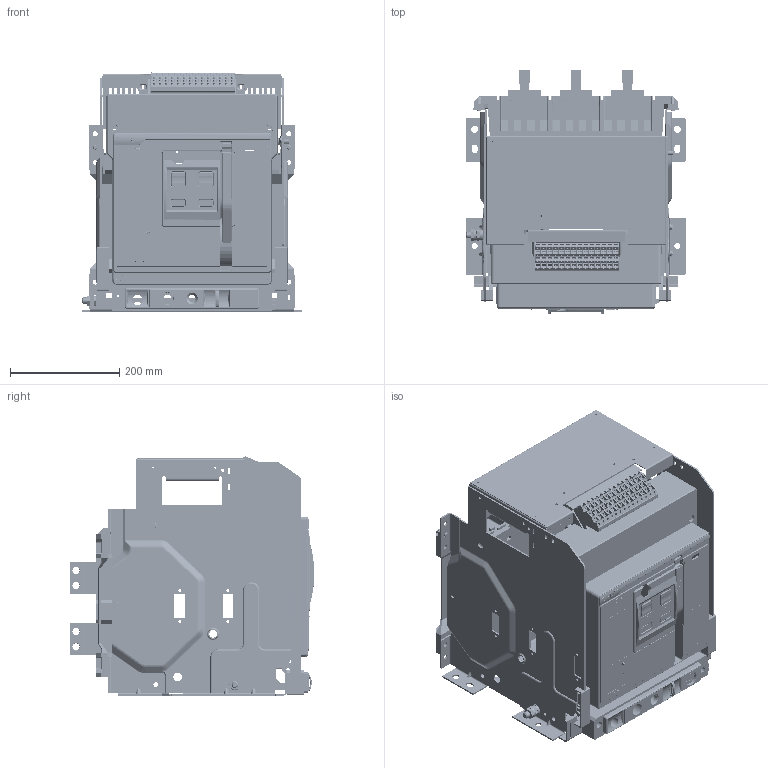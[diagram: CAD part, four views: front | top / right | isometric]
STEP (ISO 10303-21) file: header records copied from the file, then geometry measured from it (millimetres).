
FILE_DESCRIPTION((''),'2;1');
FILE_NAME('ASM0001_ASM','2020-05-13T08:13:44',('wqli'),(''),'CREO PARAMETRIC BY PTC INC, 2018020','CREO PARAMETRIC BY PTC INC, 2018020','');
FILE_SCHEMA(('CONFIG_CONTROL_DESIGN'));
Products named in the file (1): ASM0001_ASM
Bounding box: 403 x 448.64 x 438.53 mm (x, y, z)
Volume: 9005584.8 mm3; surface area: 2538757.8 mm2
Topology: 4 solids, 245 shells, 12835 faces, 34649 edges, 22403 vertices
Faces by surface type: plane 7700, cylinder 3247, torus 638, cone 579, bspline 418, sphere 144, extrusion 109
Entity records: 429420 total; most frequent: CARTESIAN_POINT 105914, ORIENTED_EDGE 69060, DIRECTION 65169, EDGE_CURVE 34530, VERTEX_POINT 22396, VECTOR 21913, LINE 21804, AXIS2_PLACEMENT_3D 21628
